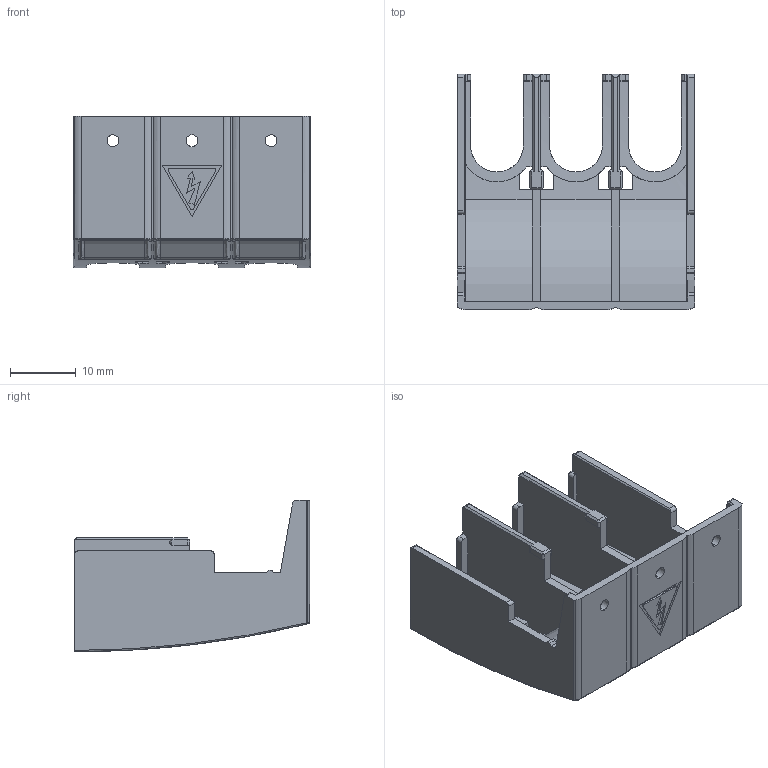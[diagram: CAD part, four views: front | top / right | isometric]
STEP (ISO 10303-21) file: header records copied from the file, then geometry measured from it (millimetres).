
FILE_DESCRIPTION (( 'STEP AP214' ), '1' );
FILE_NAME ('ZH37TS13.STEP', '2025-02-19T17:12:44', ( '' ), ( '' ), 'SwSTEP 2.0', 'SolidWorks 2022', '' );
FILE_SCHEMA (( 'AUTOMOTIVE_DESIGN' ));
Length unit declared in the file: millimetre
Products named in the file (1): ZH37TS13
Bounding box: 36 x 35.7 x 23 mm (x, y, z)
Volume: 4085.4 mm3; surface area: 7252 mm2
Topology: 1 solids, 1 shells, 266 faces, 712 edges, 436 vertices
Faces by surface type: plane 135, cylinder 79, bspline 20, torus 14, cone 10, sphere 8
Entity records: 9501 total; most frequent: CARTESIAN_POINT 3121, ORIENTED_EDGE 1384, DIRECTION 1258, EDGE_CURVE 692, VERTEX_POINT 430, AXIS2_PLACEMENT_3D 426, LINE 406, VECTOR 406
